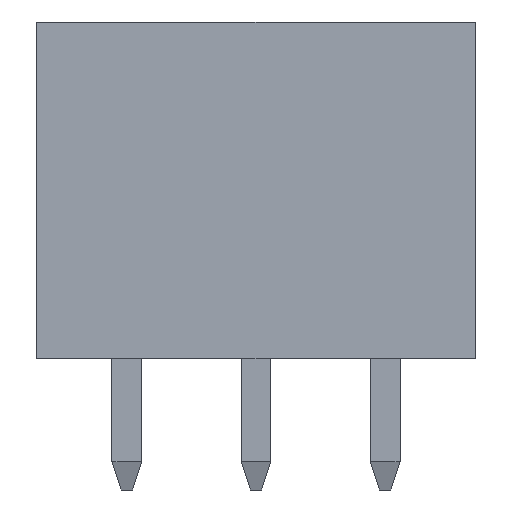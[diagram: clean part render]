
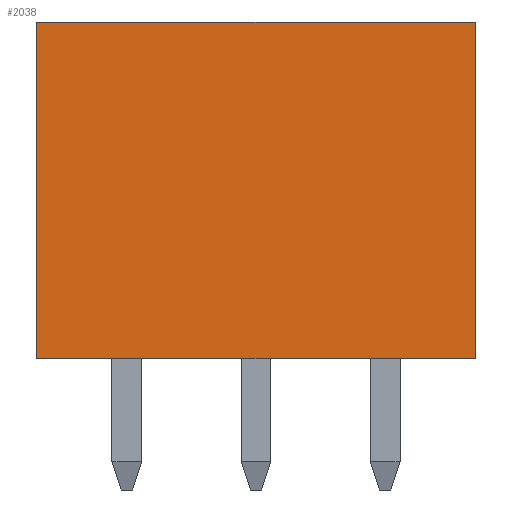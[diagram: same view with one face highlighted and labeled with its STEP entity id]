
A CAD part, front view. The second image highlights one B-rep face of the part: STEP entity #2038.
In plain terms, the highlighted planar face has unit normal (0, -1, 0).
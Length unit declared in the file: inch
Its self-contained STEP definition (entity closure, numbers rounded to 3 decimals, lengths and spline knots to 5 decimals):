
#5=DIRECTION('',(0.,0.,-1.));
#6=VECTOR('',#5,0.36);
#7=CARTESIAN_POINT('',(-0.2345,-0.11,0.));
#8=LINE('',#7,#6);
#196=DIRECTION('',(1.,0.,0.));
#197=VECTOR('',#196,0.469);
#198=CARTESIAN_POINT('',(-0.2345,-0.11,-0.36));
#199=LINE('',#198,#197);
#248=DIRECTION('',(1.,0.,0.));
#249=VECTOR('',#248,0.469);
#250=CARTESIAN_POINT('',(-0.2345,-0.11,0.));
#251=LINE('',#250,#249);
#264=DIRECTION('',(0.,0.,-1.));
#265=VECTOR('',#264,0.36);
#266=CARTESIAN_POINT('',(0.2345,-0.11,0.));
#267=LINE('',#266,#265);
#1412=CARTESIAN_POINT('',(-0.2345,-0.11,0.));
#1414=VERTEX_POINT('',#1412);
#1415=CARTESIAN_POINT('',(-0.2345,-0.11,-0.36));
#1416=VERTEX_POINT('',#1415);
#1420=CARTESIAN_POINT('',(0.2345,-0.11,0.));
#1422=VERTEX_POINT('',#1420);
#1423=CARTESIAN_POINT('',(0.2345,-0.11,-0.36));
#1424=VERTEX_POINT('',#1423);
#2026=CARTESIAN_POINT('',(-0.2345,-0.11,0.));
#2027=DIRECTION('',(0.,-1.,0.));
#2028=DIRECTION('',(0.,0.,-1.));
#2029=AXIS2_PLACEMENT_3D('',#2026,#2027,#2028);
#2030=PLANE('',#2029);
#2031=ORIENTED_EDGE('',*,*,#1854,.F.);
#2032=ORIENTED_EDGE('',*,*,#1873,.T.);
#2034=ORIENTED_EDGE('',*,*,#2033,.T.);
#2035=ORIENTED_EDGE('',*,*,#1988,.F.);
#2036=EDGE_LOOP('',(#2031,#2032,#2034,#2035));
#2037=FACE_OUTER_BOUND('',#2036,.F.);
#2038=ADVANCED_FACE('',(#2037),#2030,.T.);
#1854=EDGE_CURVE('',#1414,#1416,#8,.T.);
#1873=EDGE_CURVE('',#1414,#1422,#251,.T.);
#1988=EDGE_CURVE('',#1416,#1424,#199,.T.);
#2033=EDGE_CURVE('',#1422,#1424,#267,.T.);
